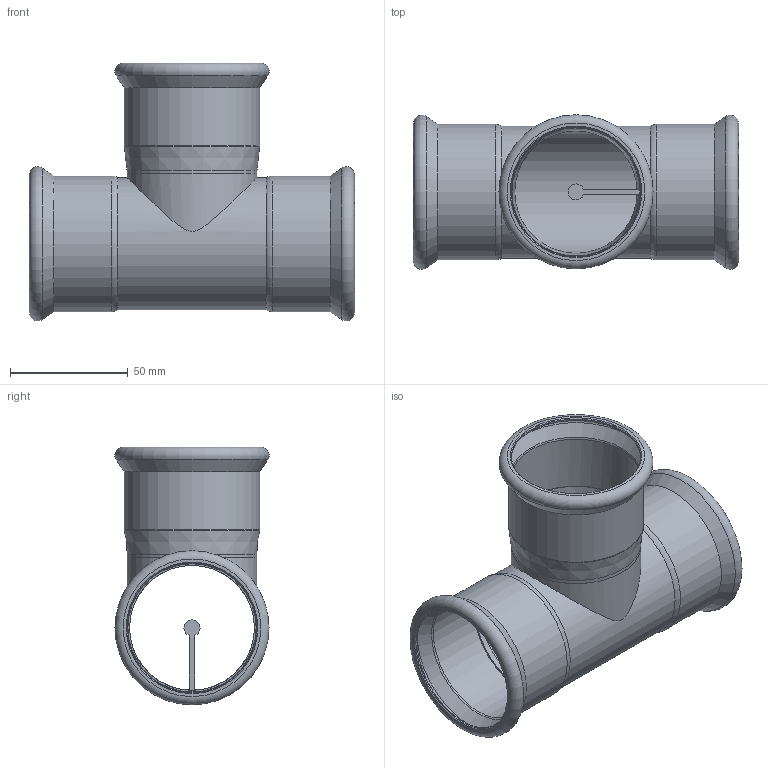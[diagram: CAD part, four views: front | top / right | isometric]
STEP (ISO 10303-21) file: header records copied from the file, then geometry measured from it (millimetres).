
FILE_DESCRIPTION(/* description */ (''),/* implementation_level */ '2;1');
FILE_NAME(/* name */ '31008.stp',/* time_stamp */ '2014-04-01T20:07:20+02:00',/* author */ ('bruh'),/* organization */ (''),/* preprocessor_version */ 'ST-DEVELOPER v15.2',/* originating_system */ 'Autodesk Inventor 2014',/* authorisation */ '');
FILE_SCHEMA (('AUTOMOTIVE_DESIGN { 1 0 10303 214 3 1 1 }'));
Length unit declared in the file: millimetre
Products named in the file (4): 400135; 900027; 490722; 31008
Bounding box: 138 x 65.39 x 109.39 mm (x, y, z)
Volume: 52854.7 mm3; surface area: 72372.8 mm2
Topology: 4 solids, 4 shells, 71 faces, 143 edges, 86 vertices
Faces by surface type: plane 24, cylinder 20, cone 14, torus 13
Full cylindrical faces by diameter (mm): 52 x2, 53 x3, 54.4 x3, 55 x4, 55.1 x1, 56 x1, 57.5 x3
Entity records: 1397 total; most frequent: CARTESIAN_POINT 350, DIRECTION 228, ORIENTED_EDGE 132, AXIS2_PLACEMENT_3D 107, EDGE_LOOP 95, EDGE_CURVE 66, VERTEX_POINT 57, ADVANCED_FACE 51
